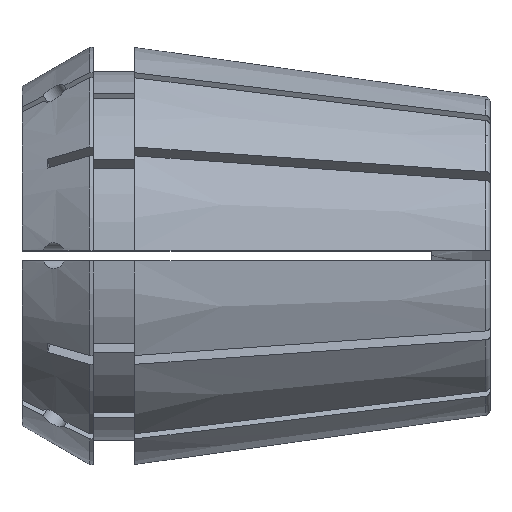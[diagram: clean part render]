
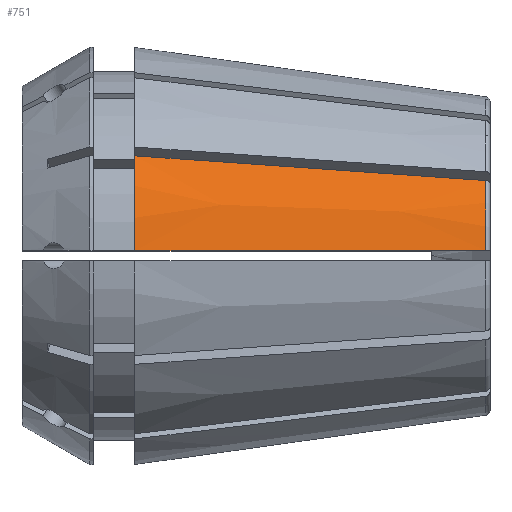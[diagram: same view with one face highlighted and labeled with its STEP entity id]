
A CAD part, top view. The second image highlights one B-rep face of the part: STEP entity #751.
In plain terms, the highlighted conical face has half-angle 8 degrees and reference radius 15.595 mm.
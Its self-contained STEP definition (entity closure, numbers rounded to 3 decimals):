
#169 = EDGE_LOOP ( 'NONE', ( #6184, #6185, #6186, #6187 ) ) ;
#373 = CARTESIAN_POINT ( 'NONE',  ( 45.57, 7.391, 13.802 ) ) ;
#454 = CARTESIAN_POINT ( 'NONE',  ( 11.1, 9.814, 17.999 ) ) ;
#543 = B_SPLINE_CURVE_WITH_KNOTS ( 'NONE', 3,
 ( #4596, #4595, #4578, #4577 ),
 .UNSPECIFIED., .F., .F.,
 ( 4, 4 ),
 ( 0.07, 0.105 ),
 .UNSPECIFIED. ) ;
#751 = ADVANCED_FACE ( 'NONE', ( #2230 ), #2224, .T. ) ;
#982 = AXIS2_PLACEMENT_3D ( 'NONE', #4572, #4571, #4570 ) ;
#983 = AXIS2_PLACEMENT_3D ( 'NONE', #4566, #4565, #4564 ) ;
#1354 = EDGE_CURVE ( 'NONE', #3411, #3358, #543, .T. ) ;
#1355 = EDGE_CURVE ( 'NONE', #6216, #3411, #5167, .T. ) ;
#1357 = EDGE_CURVE ( 'NONE', #6218, #3358, #5162, .T. ) ;
#2224 = CONICAL_SURFACE ( 'NONE', #5935, 15.595, 0.14 ) ;
#2230 = FACE_OUTER_BOUND ( 'NONE', #169, .T. ) ;
#2501 = CARTESIAN_POINT ( 'NONE',  ( 46., 0., 0. ) ) ;
#2502 = DIRECTION ( 'NONE',  ( -1., 0., 0. ) ) ;
#2506 = DIRECTION ( 'NONE',  ( 0., 0., 1. ) ) ;
#2857 = CARTESIAN_POINT ( 'NONE',  ( 34.08, 0.5, 17.264 ) ) ;
#3004 = CARTESIAN_POINT ( 'NONE',  ( 22.59, 0.5, 18.879 ) ) ;
#3009 = CARTESIAN_POINT ( 'NONE',  ( 11.1, 0.5, 20.494 ) ) ;
#3010 = CARTESIAN_POINT ( 'NONE',  ( 45.57, 0.5, 15.648 ) ) ;
#3358 = VERTEX_POINT ( 'NONE', #454 ) ;
#3411 = VERTEX_POINT ( 'NONE', #373 ) ;
#4035 = B_SPLINE_CURVE_WITH_KNOTS ( 'NONE', 3,
 ( #3010, #2857, #3004, #3009 ),
 .UNSPECIFIED., .F., .F.,
 ( 4, 4 ),
 ( 0.081, 0.116 ),
 .UNSPECIFIED. ) ;
#4298 = CARTESIAN_POINT ( 'NONE',  ( 45.57, 0.5, 15.648 ) ) ;
#4300 = CARTESIAN_POINT ( 'NONE',  ( 11.1, 0.5, 20.494 ) ) ;
#4527 = EDGE_CURVE ( 'NONE', #6216, #6218, #4035, .T. ) ;
#4564 = DIRECTION ( 'NONE',  ( 0., 0., 1. ) ) ;
#4565 = DIRECTION ( 'NONE',  ( -1., 0., 0. ) ) ;
#4566 = CARTESIAN_POINT ( 'NONE',  ( 11.1, 0., 0. ) ) ;
#4570 = DIRECTION ( 'NONE',  ( 0., 0., -1. ) ) ;
#4571 = DIRECTION ( 'NONE',  ( -1., 0., 0. ) ) ;
#4572 = CARTESIAN_POINT ( 'NONE',  ( 45.57, 0., 0. ) ) ;
#4577 = CARTESIAN_POINT ( 'NONE',  ( 11.1, 9.814, 17.999 ) ) ;
#4578 = CARTESIAN_POINT ( 'NONE',  ( 22.59, 9.006, 16.6 ) ) ;
#4595 = CARTESIAN_POINT ( 'NONE',  ( 34.08, 8.199, 15.201 ) ) ;
#4596 = CARTESIAN_POINT ( 'NONE',  ( 45.57, 7.391, 13.802 ) ) ;
#5162 = CIRCLE ( 'NONE', #983, 20.5 ) ;
#5167 = CIRCLE ( 'NONE', #982, 15.656 ) ;
#5935 = AXIS2_PLACEMENT_3D ( 'NONE', #2501, #2502, #2506 ) ;
#6184 = ORIENTED_EDGE ( 'NONE', *, *, #1355, .T. ) ;
#6185 = ORIENTED_EDGE ( 'NONE', *, *, #1354, .T. ) ;
#6186 = ORIENTED_EDGE ( 'NONE', *, *, #1357, .F. ) ;
#6187 = ORIENTED_EDGE ( 'NONE', *, *, #4527, .F. ) ;
#6216 = VERTEX_POINT ( 'NONE', #4298 ) ;
#6218 = VERTEX_POINT ( 'NONE', #4300 ) ;
